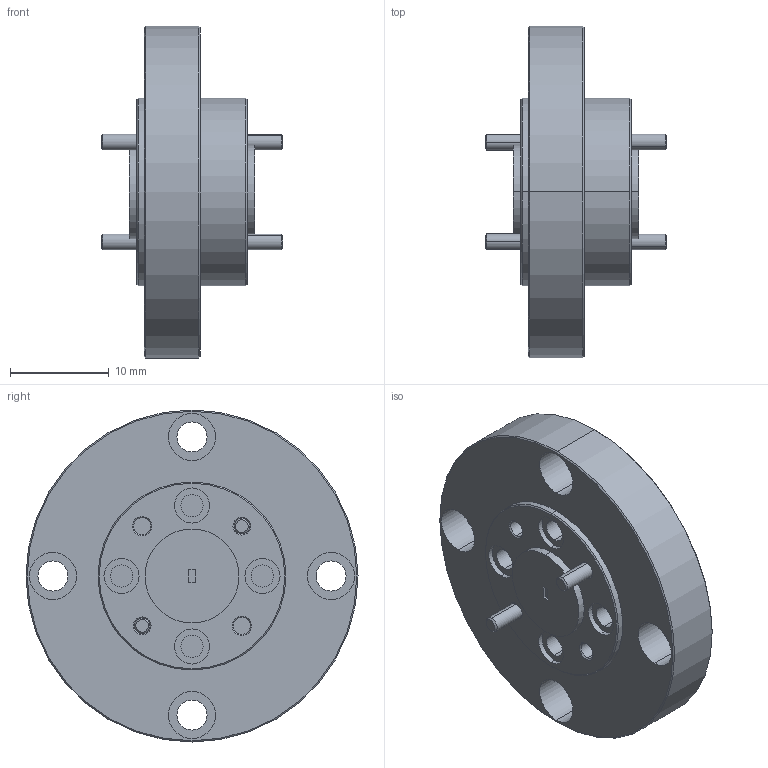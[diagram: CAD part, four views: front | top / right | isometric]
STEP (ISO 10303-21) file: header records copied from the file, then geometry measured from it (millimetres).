
FILE_DESCRIPTION (( 'STEP AP203' ), '1' );
FILE_NAME ('SWW-0505-SB.STEP', '2019-06-06T00:38:09', ( '' ), ( '' ), 'SwSTEP 2.0', 'SolidWorks 2016', '' );
FILE_SCHEMA (( 'CONFIG_CONTROL_DESIGN' ));
Length unit declared in the file: inch
Products named in the file (1): SWW-0505-SB
Bounding box: 18.41 x 33.66 x 33.66 mm (x, y, z)
Volume: 5870.7 mm3; surface area: 3866.4 mm2
Topology: 5 solids, 5 shells, 177 faces, 356 edges, 224 vertices
Faces by surface type: cylinder 84, plane 53, cone 40
Entity records: 4745 total; most frequent: DIRECTION 920, CARTESIAN_POINT 758, ORIENTED_EDGE 712, AXIS2_PLACEMENT_3D 386, EDGE_CURVE 356, VERTEX_POINT 224, EDGE_LOOP 220, CIRCLE 208
